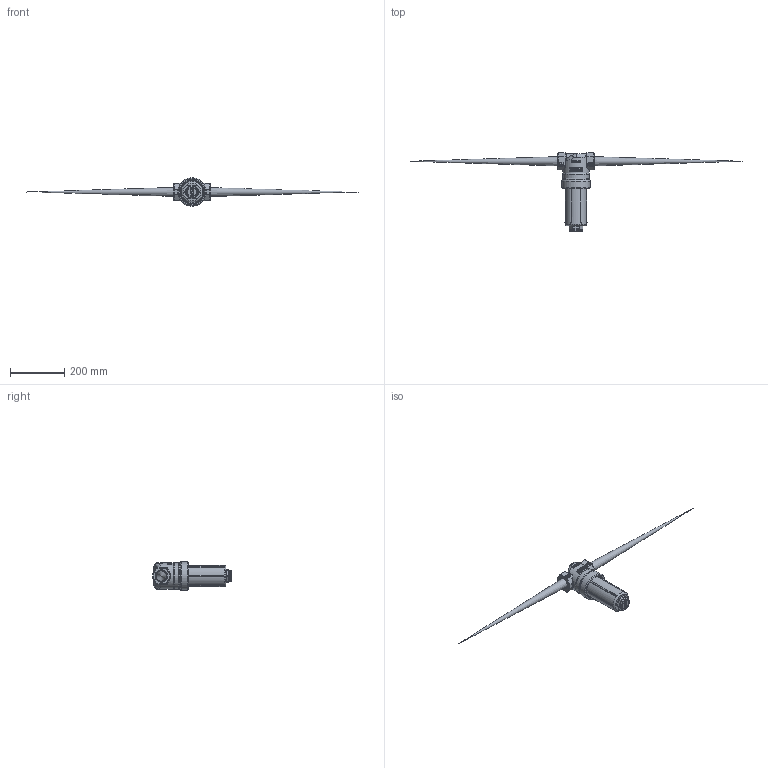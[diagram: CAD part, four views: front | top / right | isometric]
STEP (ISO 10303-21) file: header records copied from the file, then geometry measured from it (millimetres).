
FILE_DESCRIPTION(/* description */ ('1 1/4" T-STRAINER, 80 MESH'),/* implementation_level */ '2;1');
FILE_NAME(/* name */ 'LST125-80.stp',/* time_stamp */ '2018-12-03T11:49:04-05:00',/* author */ ('CKA'),/* organization */ (''),/* preprocessor_version */ 'ST-DEVELOPER v17',/* originating_system */ 'Autodesk Inventor 2018',/* authorisation */ '');
FILE_SCHEMA (('AUTOMOTIVE_DESIGN { 1 0 10303 214 3 1 1 }'));
Length unit declared in the file: inch
Products named in the file (10): LST125-80; CE050D; LST125-H; LST1300D; LST150-B; LST150-XB; LSQ200-R; LSQ200-PL; LST150-G; LST1580
Assembly tree (9 placements, depth 3):
  LST125-80
    CE050D
    LST125-H
    LST1300D
    LST150-B
      LST150-XB
      LSQ200-R
      LSQ200-PL
    LST150-G
    LST1580
Bounding box: 1226.46 x 290.39 x 104.78 mm (x, y, z)
Volume: 823963.6 mm3; surface area: 485693.2 mm2
Topology: 8 solids, 8 shells, 3130 faces, 8339 edges, 5454 vertices
Faces by surface type: plane 1682, bspline 1028, cylinder 298, cone 52, torus 48, sphere 22
Full cylindrical faces by diameter (mm): 12.7 x1, 19.05 x1, 33.401 x1, 38.1 x6, 45.974 x1, 50.8 x1, 51.054 x1, 56.388 x1, 57.404 x1, 57.531 x1, 57.658 x2, 65.087 x1, 66.548 x1, 72.898 x1, 77.216 x1, 77.787 x1, 81.026 x1, 83.82 x6, 86.448 x7, 87.255 x4, 89.916 x8, 96.774 x3, 104.775 x1
Entity records: 152335 total; most frequent: CARTESIAN_POINT 79908, ORIENTED_EDGE 16606, DIRECTION 11163, EDGE_CURVE 8303, VERTEX_POINT 5450, LINE 5067, VECTOR 5067, EDGE_LOOP 3403
